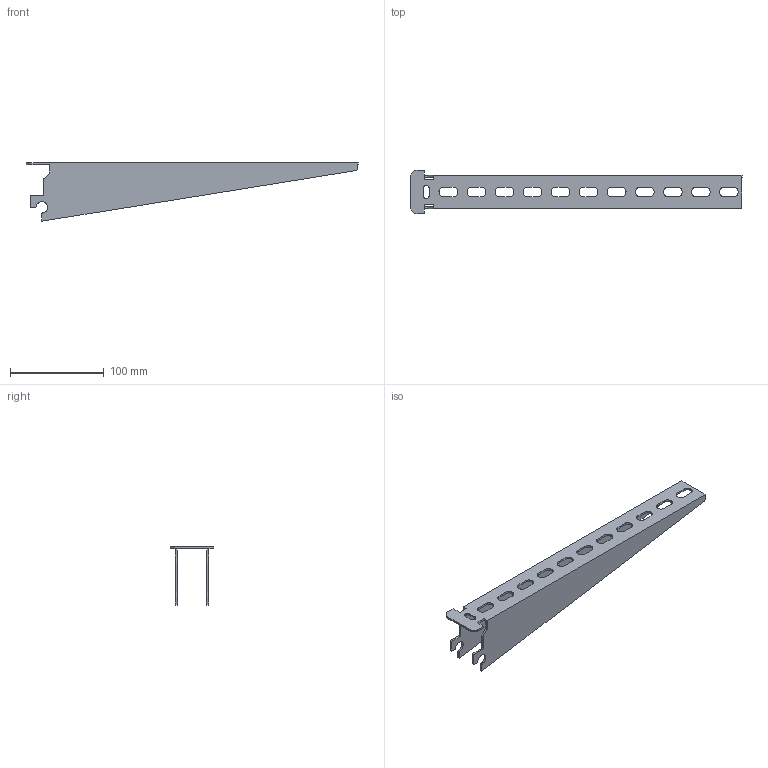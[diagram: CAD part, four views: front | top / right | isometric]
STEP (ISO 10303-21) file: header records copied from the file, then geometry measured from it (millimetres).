
FILE_DESCRIPTION(/* description */ (''),/* implementation_level */ '2;1');
FILE_NAME(/* name */ '',/* time_stamp */ '2023-05-17T11:59:29+03:00',/* author */ ('Man88'),/* organization */ (''),/* preprocessor_version */ 'ST-DEVELOPER v19.2',/* originating_system */ 'Autodesk Inventor 2023',/* authorisation */ '');
FILE_SCHEMA (('AUTOMOTIVE_DESIGN { 1 0 10303 214 3 1 1 }'));
Length unit declared in the file: millimetre
Products named in the file (1): Полка кабельная 
L355x2.0 мм, К1162-2.0 N
Bounding box: 355 x 46 x 62.5 mm (x, y, z)
Volume: 66170.8 mm3; surface area: 69484.9 mm2
Topology: 1 solids, 1 shells, 116 faces, 342 edges, 228 vertices
Faces by surface type: plane 64, cylinder 52
Entity records: 4097 total; most frequent: CARTESIAN_POINT 687, ORIENTED_EDGE 684, DIRECTION 680, EDGE_CURVE 342, LINE 238, VECTOR 238, VERTEX_POINT 228, AXIS2_PLACEMENT_3D 221
